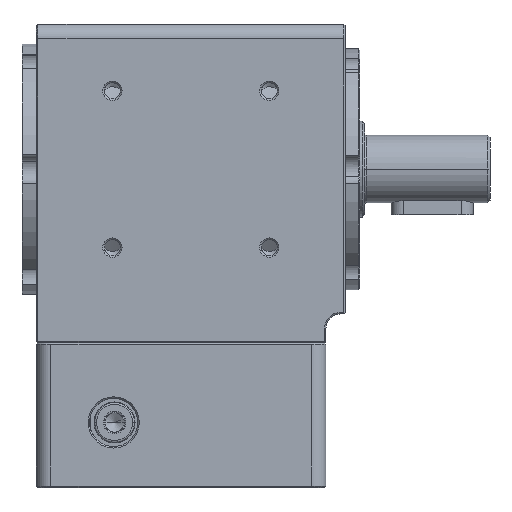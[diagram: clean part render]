
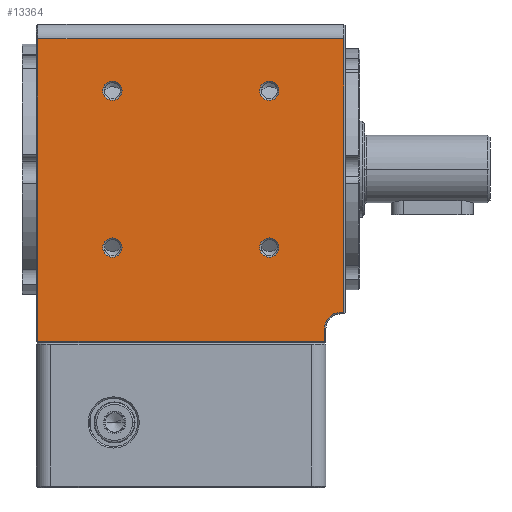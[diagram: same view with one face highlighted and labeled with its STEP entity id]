
A CAD part, front view. The second image highlights one B-rep face of the part: STEP entity #13364.
In plain terms, the highlighted planar face has unit normal (0, -1, 0).
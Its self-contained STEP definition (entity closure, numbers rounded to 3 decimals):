
#89=DIRECTION('',(0.,0.,1.));
#90=VECTOR('',#89,62.7);
#91=CARTESIAN_POINT('',(5.3,-30.,-35.7));
#92=LINE('',#91,#90);
#93=DIRECTION('',(0.,0.,-1.));
#94=VECTOR('',#93,56.7);
#95=CARTESIAN_POINT('',(68.7,-30.,27.));
#96=LINE('',#95,#94);
#97=CARTESIAN_POINT('',(68.,-30.,-33.));
#98=DIRECTION('',(0.,-1.,0.));
#99=DIRECTION('',(0.,0.,1.));
#100=AXIS2_PLACEMENT_3D('',#97,#98,#99);
#102=CARTESIAN_POINT('',(20.737,-30.,16.263));
#103=DIRECTION('',(0.,-1.,0.));
#104=DIRECTION('',(0.,0.,1.));
#105=AXIS2_PLACEMENT_3D('',#102,#103,#104);
#107=CARTESIAN_POINT('',(20.737,-30.,16.263));
#108=DIRECTION('',(0.,-1.,0.));
#109=DIRECTION('',(0.,0.,-1.));
#110=AXIS2_PLACEMENT_3D('',#107,#108,#109);
#112=CARTESIAN_POINT('',(20.737,-30.,-16.263));
#113=DIRECTION('',(0.,-1.,0.));
#114=DIRECTION('',(0.,0.,1.));
#115=AXIS2_PLACEMENT_3D('',#112,#113,#114);
#117=CARTESIAN_POINT('',(20.737,-30.,-16.263));
#118=DIRECTION('',(0.,-1.,0.));
#119=DIRECTION('',(0.,0.,-1.));
#120=AXIS2_PLACEMENT_3D('',#117,#118,#119);
#122=CARTESIAN_POINT('',(53.263,-30.,-16.263));
#123=DIRECTION('',(0.,-1.,0.));
#124=DIRECTION('',(0.,0.,1.));
#125=AXIS2_PLACEMENT_3D('',#122,#123,#124);
#127=CARTESIAN_POINT('',(53.263,-30.,-16.263));
#128=DIRECTION('',(0.,-1.,0.));
#129=DIRECTION('',(0.,0.,-1.));
#130=AXIS2_PLACEMENT_3D('',#127,#128,#129);
#132=CARTESIAN_POINT('',(53.263,-30.,16.263));
#133=DIRECTION('',(0.,-1.,0.));
#134=DIRECTION('',(0.,0.,1.));
#135=AXIS2_PLACEMENT_3D('',#132,#133,#134);
#137=CARTESIAN_POINT('',(53.263,-30.,16.263));
#138=DIRECTION('',(0.,-1.,0.));
#139=DIRECTION('',(0.,0.,-1.));
#140=AXIS2_PLACEMENT_3D('',#137,#138,#139);
#146=DIRECTION('',(1.,0.,0.));
#147=VECTOR('',#146,59.4);
#148=CARTESIAN_POINT('',(5.3,-30.,-35.7));
#149=LINE('',#148,#147);
#411=DIRECTION('',(-1.,0.,0.));
#412=VECTOR('',#411,63.4);
#413=CARTESIAN_POINT('',(68.7,-30.,27.));
#414=LINE('',#413,#412);
#440=DIRECTION('',(1.,0.,0.));
#441=VECTOR('',#440,0.7);
#442=CARTESIAN_POINT('',(68.,-30.,-29.7));
#443=LINE('',#442,#441);
#7341=DIRECTION('',(0.,0.,1.));
#7342=VECTOR('',#7341,2.7);
#7343=CARTESIAN_POINT('',(64.7,-30.,
-35.7));
#7344=LINE('',#7343,#7342);
#11075=CARTESIAN_POINT('',(68.7,-30.,
27.));
#11076=CARTESIAN_POINT('',(5.3,-30.,
27.));
#11077=VERTEX_POINT('',#11075);
#11078=VERTEX_POINT('',#11076);
#11079=CARTESIAN_POINT('',(5.3,-30.,
-35.7));
#11080=CARTESIAN_POINT('',(64.7,-30.,
-35.7));
#11081=VERTEX_POINT('',#11079);
#11082=VERTEX_POINT('',#11080);
#11083=CARTESIAN_POINT('',(68.7,-30.,
-29.7));
#11084=VERTEX_POINT('',#11083);
#11085=CARTESIAN_POINT('',(68.,-30.,
-29.7));
#11086=VERTEX_POINT('',#11085);
#11087=CARTESIAN_POINT('',(64.7,-30.,-33.));
#11088=VERTEX_POINT('',#11087);
#11089=CARTESIAN_POINT('',(20.737,-30.,18.263));
#11090=CARTESIAN_POINT('',(20.737,-30.,14.263));
#11091=VERTEX_POINT('',#11089);
#11092=VERTEX_POINT('',#11090);
#11093=CARTESIAN_POINT('',(20.737,-30.,-14.263));
#11094=CARTESIAN_POINT('',(20.737,-30.,-18.263));
#11095=VERTEX_POINT('',#11093);
#11096=VERTEX_POINT('',#11094);
#11097=CARTESIAN_POINT('',(53.263,-30.,-14.263));
#11098=CARTESIAN_POINT('',(53.263,-30.,-18.263));
#11099=VERTEX_POINT('',#11097);
#11100=VERTEX_POINT('',#11098);
#11101=CARTESIAN_POINT('',(53.263,-30.,18.263));
#11102=CARTESIAN_POINT('',(53.263,-30.,14.263));
#11103=VERTEX_POINT('',#11101);
#11104=VERTEX_POINT('',#11102);
#13321=CARTESIAN_POINT('',(0.,-30.,30.));
#13322=DIRECTION('',(0.,-1.,0.));
#13323=DIRECTION('',(0.,0.,1.));
#13324=AXIS2_PLACEMENT_3D('',#13321,#13322,#13323);
#13325=PLANE('',#13324);
#13327=ORIENTED_EDGE('',*,*,#13326,.F.);
#13329=ORIENTED_EDGE('',*,*,#13328,.T.);
#13331=ORIENTED_EDGE('',*,*,#13330,.F.);
#13333=ORIENTED_EDGE('',*,*,#13332,.T.);
#13335=ORIENTED_EDGE('',*,*,#13334,.F.);
#13337=ORIENTED_EDGE('',*,*,#13336,.T.);
#13339=ORIENTED_EDGE('',*,*,#13338,.F.);
#13340=EDGE_LOOP('',(#13327,#13329,#13331,#13333,#13335,#13337,#13339));
#13341=FACE_OUTER_BOUND('',#13340,.F.);
#13342=ORIENTED_EDGE('',*,*,#13274,.T.);
#13343=ORIENTED_EDGE('',*,*,#13259,.T.);
#13344=EDGE_LOOP('',(#13342,#13343));
#13345=FACE_BOUND('',#13344,.F.);
#13347=ORIENTED_EDGE('',*,*,#13346,.T.);
#13349=ORIENTED_EDGE('',*,*,#13348,.T.);
#13350=EDGE_LOOP('',(#13347,#13349));
#13351=FACE_BOUND('',#13350,.F.);
#13353=ORIENTED_EDGE('',*,*,#13352,.T.);
#13355=ORIENTED_EDGE('',*,*,#13354,.T.);
#13356=EDGE_LOOP('',(#13353,#13355));
#13357=FACE_BOUND('',#13356,.F.);
#13359=ORIENTED_EDGE('',*,*,#13358,.T.);
#13361=ORIENTED_EDGE('',*,*,#13360,.T.);
#13362=EDGE_LOOP('',(#13359,#13361));
#13363=FACE_BOUND('',#13362,.F.);
#13364=ADVANCED_FACE('',(#13341,#13345,#13351,#13357,#13363),#13325,.T.);
#101=CIRCLE('',#100,3.3);
#106=CIRCLE('',#105,2.);
#111=CIRCLE('',#110,2.);
#116=CIRCLE('',#115,2.);
#121=CIRCLE('',#120,2.);
#126=CIRCLE('',#125,2.);
#131=CIRCLE('',#130,2.);
#136=CIRCLE('',#135,2.);
#141=CIRCLE('',#140,2.);
#13259=EDGE_CURVE('',#11092,#11091,#111,.T.);
#13274=EDGE_CURVE('',#11091,#11092,#106,.T.);
#13326=EDGE_CURVE('',#11081,#11082,#149,.T.);
#13328=EDGE_CURVE('',#11081,#11078,#92,.T.);
#13330=EDGE_CURVE('',#11077,#11078,#414,.T.);
#13332=EDGE_CURVE('',#11077,#11084,#96,.T.);
#13334=EDGE_CURVE('',#11086,#11084,#443,.T.);
#13336=EDGE_CURVE('',#11086,#11088,#101,.T.);
#13338=EDGE_CURVE('',#11082,#11088,#7344,.T.);
#13346=EDGE_CURVE('',#11095,#11096,#116,.T.);
#13348=EDGE_CURVE('',#11096,#11095,#121,.T.);
#13352=EDGE_CURVE('',#11099,#11100,#126,.T.);
#13354=EDGE_CURVE('',#11100,#11099,#131,.T.);
#13358=EDGE_CURVE('',#11103,#11104,#136,.T.);
#13360=EDGE_CURVE('',#11104,#11103,#141,.T.);
